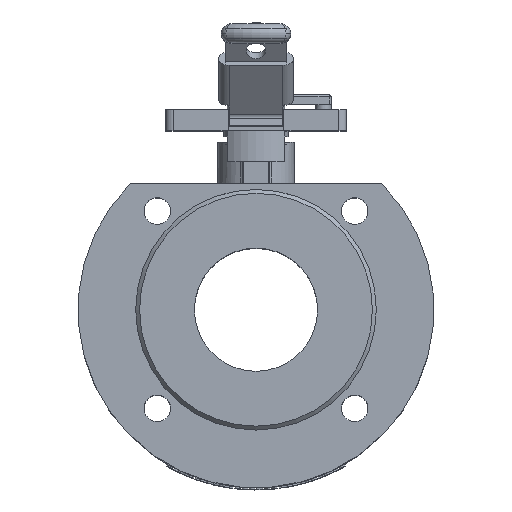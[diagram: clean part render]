
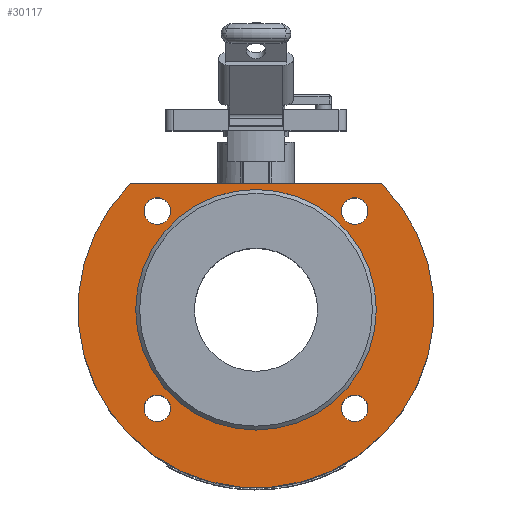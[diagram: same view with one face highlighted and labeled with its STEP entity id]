
A CAD part, top view. The second image highlights one B-rep face of the part: STEP entity #30117.
In plain terms, the highlighted planar face has unit normal (0, 0, 1).
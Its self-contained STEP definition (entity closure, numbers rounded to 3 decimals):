
#141=FACE_BOUND('',#8303,.T.);
#142=FACE_BOUND('',#8304,.T.);
#143=FACE_BOUND('',#8305,.T.);
#144=FACE_BOUND('',#8306,.T.);
#145=FACE_BOUND('',#8307,.T.);
#568=PLANE('',#31774);
#2086=LINE('',#57759,#4356);
#4356=VECTOR('',#35543,10.);
#6586=FACE_OUTER_BOUND('',#8302,.T.);
#8302=EDGE_LOOP('',(#23349,#23350));
#8303=EDGE_LOOP('',(#23351));
#8304=EDGE_LOOP('',(#23352));
#8305=EDGE_LOOP('',(#23353));
#8306=EDGE_LOOP('',(#23354));
#8307=EDGE_LOOP('',(#23355));
#10800=CIRCLE('',#31717,92.5);
#10805=CIRCLE('',#31734,6.918);
#10809=CIRCLE('',#31740,6.918);
#10813=CIRCLE('',#31746,6.918);
#10817=CIRCLE('',#31752,6.918);
#10825=CIRCLE('',#31769,62.5);
#12737=VERTEX_POINT('',#57658);
#12738=VERTEX_POINT('',#57660);
#12743=VERTEX_POINT('',#57684);
#12747=VERTEX_POINT('',#57696);
#12751=VERTEX_POINT('',#57708);
#12755=VERTEX_POINT('',#57720);
#12763=VERTEX_POINT('',#57751);
#16431=EDGE_CURVE('',#12738,#12737,#10800,.T.);
#16439=EDGE_CURVE('',#12743,#12743,#10805,.T.);
#16445=EDGE_CURVE('',#12747,#12747,#10809,.T.);
#16451=EDGE_CURVE('',#12751,#12751,#10813,.T.);
#16457=EDGE_CURVE('',#12755,#12755,#10817,.T.);
#16471=EDGE_CURVE('',#12763,#12763,#10825,.T.);
#16473=EDGE_CURVE('',#12737,#12738,#2086,.T.);
#23349=ORIENTED_EDGE('',*,*,#16473,.T.);
#23350=ORIENTED_EDGE('',*,*,#16431,.T.);
#23351=ORIENTED_EDGE('',*,*,#16439,.T.);
#23352=ORIENTED_EDGE('',*,*,#16445,.T.);
#23353=ORIENTED_EDGE('',*,*,#16451,.T.);
#23354=ORIENTED_EDGE('',*,*,#16457,.T.);
#23355=ORIENTED_EDGE('',*,*,#16471,.T.);
#30117=ADVANCED_FACE('',(#6586,#141,#142,#143,#144,#145),#568,.T.);
#31717=AXIS2_PLACEMENT_3D('',#57661,#35413,#35414);
#31734=AXIS2_PLACEMENT_3D('',#57686,#35450,#35451);
#31740=AXIS2_PLACEMENT_3D('',#57698,#35464,#35465);
#31746=AXIS2_PLACEMENT_3D('',#57710,#35478,#35479);
#31752=AXIS2_PLACEMENT_3D('',#57722,#35492,#35493);
#31769=AXIS2_PLACEMENT_3D('',#57753,#35532,#35533);
#31774=AXIS2_PLACEMENT_3D('',#57760,#35544,#35545);
#35413=DIRECTION('center_axis',(0.,0.,1.));
#35414=DIRECTION('ref_axis',(0.706,-0.708,0.));
#35450=DIRECTION('center_axis',(0.,0.,-1.));
#35451=DIRECTION('ref_axis',(-1.,0.,0.));
#35464=DIRECTION('center_axis',(0.,0.,-1.));
#35465=DIRECTION('ref_axis',(-1.,0.,0.));
#35478=DIRECTION('center_axis',(0.,0.,-1.));
#35479=DIRECTION('ref_axis',(-1.,0.,0.));
#35492=DIRECTION('center_axis',(0.,0.,-1.));
#35493=DIRECTION('ref_axis',(-1.,0.,0.));
#35532=DIRECTION('center_axis',(0.,0.,-1.));
#35533=DIRECTION('ref_axis',(-1.,0.,0.));
#35543=DIRECTION('',(-1.,0.,0.));
#35544=DIRECTION('center_axis',(0.,0.,1.));
#35545=DIRECTION('ref_axis',(1.,0.,0.));
#57658=CARTESIAN_POINT('',(65.315,65.5,49.5));
#57660=CARTESIAN_POINT('',(-65.315,65.5,49.5));
#57661=CARTESIAN_POINT('Origin',(0.,0.,49.5));
#57684=CARTESIAN_POINT('',(58.183,-51.265,49.5));
#57686=CARTESIAN_POINT('Origin',(51.265,-51.265,49.5));
#57696=CARTESIAN_POINT('',(-44.348,51.265,49.5));
#57698=CARTESIAN_POINT('Origin',(-51.265,51.265,49.5));
#57708=CARTESIAN_POINT('',(58.183,51.265,49.5));
#57710=CARTESIAN_POINT('Origin',(51.265,51.265,49.5));
#57720=CARTESIAN_POINT('',(-44.348,-51.265,49.5));
#57722=CARTESIAN_POINT('Origin',(-51.265,-51.265,49.5));
#57751=CARTESIAN_POINT('',(62.5,0.,49.5));
#57753=CARTESIAN_POINT('Origin',(0.,0.,49.5));
#57759=CARTESIAN_POINT('',(-65.315,65.5,49.5));
#57760=CARTESIAN_POINT('Origin',(0.,-1.106,
49.5));
